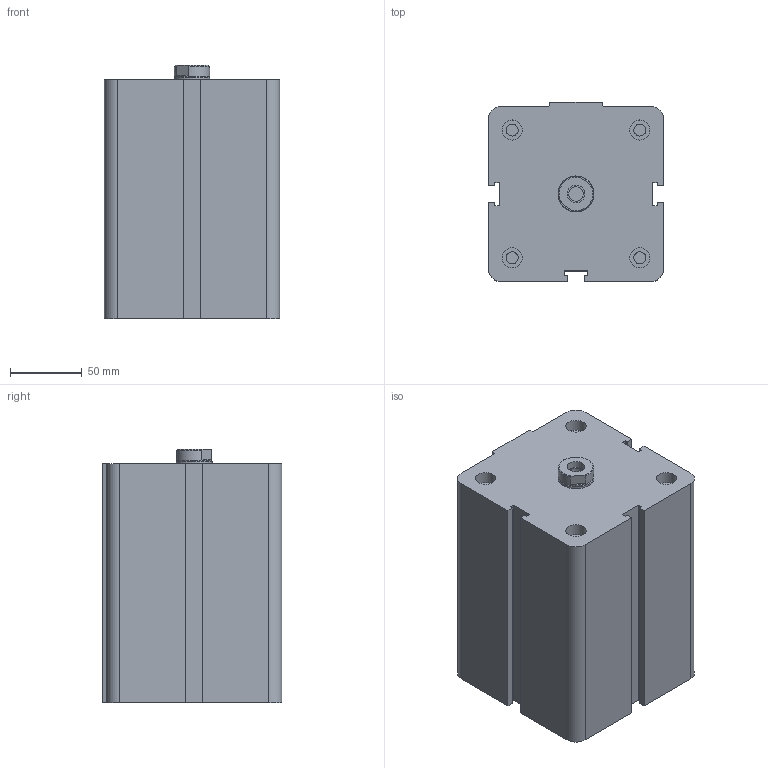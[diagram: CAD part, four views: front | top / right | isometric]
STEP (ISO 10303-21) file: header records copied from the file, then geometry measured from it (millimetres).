
FILE_DESCRIPTION( ( 'Unknown' ), '1' );
FILE_NAME( '1561.100.100.01.1.stp', 'Unknown', ( 'Unknown' ), ( 'Unknown' ), 'PSStep 17.0.49', 'Unknown', ' ' );
FILE_SCHEMA( ( 'AUTOMOTIVE_DESIGN { 1 0 10303 214 1 1 1 1 }' ) );
Length unit declared in the file: millimetre
Products named in the file (3): Assem1; 1561_100_0050_01_1_C; 1561_100_0050_01_1_S
Assembly tree (2 placements, depth 2):
  Assem1
    1561_100_0050_01_1_C
    1561_100_0050_01_1_S
Bounding box: 122 x 125 x 176.5 mm (x, y, z)
Volume: 1681279.9 mm3; surface area: 203441 mm2
Topology: 2 solids, 2 shells, 95 faces, 203 edges, 135 vertices
Faces by surface type: plane 63, cylinder 29, cone 3
Full cylindrical faces by diameter (mm): 8.376 x8, 10.106 x1, 11.445 x2, 12.3 x1, 14 x8, 24.5 x1, 25 x2, 100 x2
Entity records: 3935 total; most frequent: DIRECTION 430, CARTESIAN_POINT 414, ORIENTED_EDGE 350, PRESENTATION_STYLE_ASSIGNMENT 243, COLOUR_RGB 243, STYLED_ITEM 204, EDGE_CURVE 175, AXIS2_PLACEMENT_3D 161
